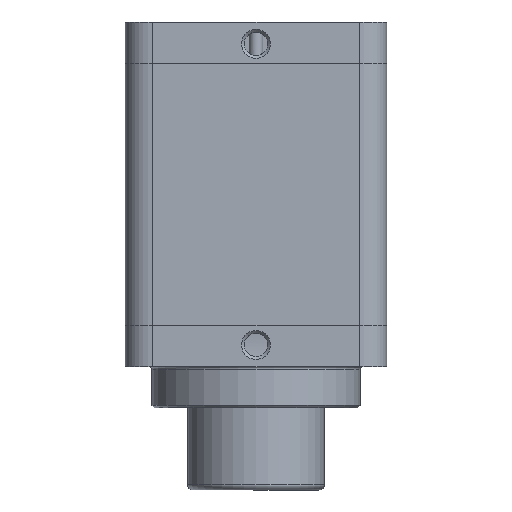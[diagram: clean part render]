
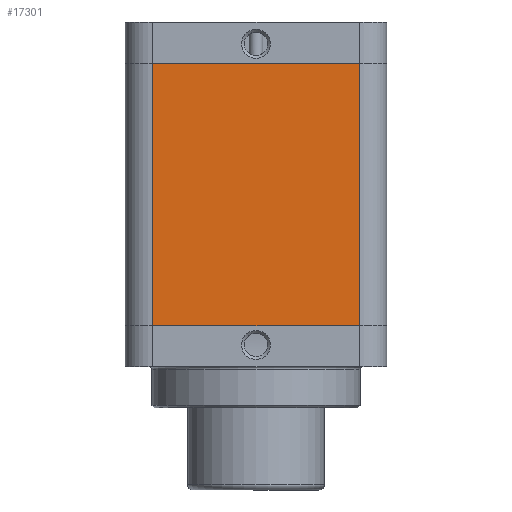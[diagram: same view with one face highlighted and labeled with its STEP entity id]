
A CAD part, left-side view. The second image highlights one B-rep face of the part: STEP entity #17301.
In plain terms, the highlighted planar face has unit normal (-1, 0, 0).
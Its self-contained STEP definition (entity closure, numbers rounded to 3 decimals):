
#14335=CARTESIAN_POINT('',(-47.75,-37.75,0.0));
#14336=VERTEX_POINT('',#14335);
#14344=CARTESIAN_POINT('',(-47.75,37.75,0.0));
#14345=VERTEX_POINT('',#14344);
#14346=CARTESIAN_POINT('',(-47.75,-37.75,0.0));
#14347=DIRECTION('',(0.0,1.0,0.0));
#14348=VECTOR('',#14347,75.5);
#14349=LINE('',#14346,#14348);
#14350=EDGE_CURVE('',#14336,#14345,#14349,.T.);
#14675=CARTESIAN_POINT('',(-47.75,37.75,96.));
#14676=VERTEX_POINT('',#14675);
#14684=CARTESIAN_POINT('',(-47.75,-37.75,96.));
#14685=VERTEX_POINT('',#14684);
#14686=CARTESIAN_POINT('',(-47.75,-37.75,96.));
#14687=DIRECTION('',(0.0,1.0,0.0));
#14688=VECTOR('',#14687,75.5);
#14689=LINE('',#14686,#14688);
#14690=EDGE_CURVE('',#14685,#14676,#14689,.T.);
#17274=CARTESIAN_POINT('',(-47.75,-37.75,0.0));
#17275=DIRECTION('',(0.0,0.0,1.0));
#17276=VECTOR('',#17275,96.);
#17277=LINE('',#17274,#17276);
#17278=EDGE_CURVE('',#14336,#14685,#17277,.T.);
#17285=CARTESIAN_POINT('',(-47.75,-37.75,0.0));
#17286=DIRECTION('',(-1.0,0.0,0.0));
#17287=DIRECTION('',(0.0,0.0,1.0));
#17288=AXIS2_PLACEMENT_3D('',#17285,#17286,#17287);
#17289=PLANE('',#17288);
#17290=ORIENTED_EDGE('',*,*,#14690,.T.);
#17291=CARTESIAN_POINT('',(-47.75,37.75,0.0));
#17292=DIRECTION('',(0.0,0.0,1.0));
#17293=VECTOR('',#17292,96.);
#17294=LINE('',#17291,#17293);
#17295=EDGE_CURVE('',#14345,#14676,#17294,.T.);
#17296=ORIENTED_EDGE('',*,*,#17295,.F.);
#17297=ORIENTED_EDGE('',*,*,#14350,.F.);
#17298=ORIENTED_EDGE('',*,*,#17278,.T.);
#17299=EDGE_LOOP('',(#17290,#17296,#17297,#17298));
#17300=FACE_OUTER_BOUND('',#17299,.T.);
#17301=ADVANCED_FACE('',(#17300),#17289,.T.);
